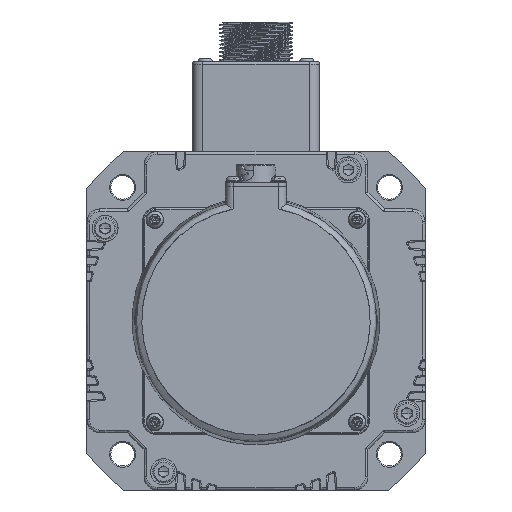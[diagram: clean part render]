
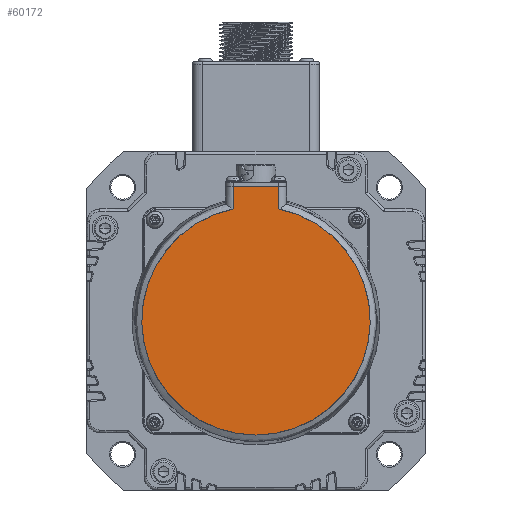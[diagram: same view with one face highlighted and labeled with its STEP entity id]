
A CAD part, front view. The second image highlights one B-rep face of the part: STEP entity #60172.
In plain terms, the highlighted planar face has unit normal (0, -1, 0).
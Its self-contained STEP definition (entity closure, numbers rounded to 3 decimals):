
#55190=CARTESIAN_POINT('',(-8.67,-54.,-21.97));
#55191=VERTEX_POINT('',#55190);
#55199=CARTESIAN_POINT('',(-8.67,-54.,-13.5));
#55200=VERTEX_POINT('',#55199);
#55201=CARTESIAN_POINT('',(-8.67,-54.,-21.97));
#55202=DIRECTION('',(0.,0.,1.));
#55203=VECTOR('',#55202,8.47);
#55204=LINE('',#55201,#55203);
#55205=EDGE_CURVE('',#55191,#55200,#55204,.T.);
#55435=CARTESIAN_POINT('',(8.67,-54.,-13.5));
#55436=VERTEX_POINT('',#55435);
#55444=CARTESIAN_POINT('',(8.67,-54.,-21.97));
#55445=VERTEX_POINT('',#55444);
#55446=CARTESIAN_POINT('',(8.67,-54.,-13.5));
#55447=DIRECTION('',(0.,0.,-1.));
#55448=VECTOR('',#55447,8.47);
#55449=LINE('',#55446,#55448);
#55450=EDGE_CURVE('',#55436,#55445,#55449,.T.);
#60143=CARTESIAN_POINT('',(0.,-54.,-65.));
#60144=DIRECTION('',(0.198,0.,0.98));
#60145=DIRECTION('',(0.,1.,0.));
#60146=AXIS2_PLACEMENT_3D('',#60143,#60145,#60144);
#60147=CIRCLE('',#60146,43.895);
#60148=EDGE_CURVE('',#55445,#55191,#60147,.T.);
#60156=CARTESIAN_POINT('',(0.,-54.,-61.483));
#60157=DIRECTION('',(0.,0.,-1.));
#60158=DIRECTION('',(0.,-1.,0.));
#60159=AXIS2_PLACEMENT_3D('',#60156,#60158,#60157);
#60160=PLANE('',#60159);
#60161=ORIENTED_EDGE('',*,*,#60148,.F.);
#60162=ORIENTED_EDGE('',*,*,#55450,.F.);
#60163=CARTESIAN_POINT('',(8.67,-54.,-13.5));
#60164=DIRECTION('',(-1.,0.,0.));
#60165=VECTOR('',#60164,17.34);
#60166=LINE('',#60163,#60165);
#60167=EDGE_CURVE('',#55436,#55200,#60166,.T.);
#60168=ORIENTED_EDGE('',*,*,#60167,.T.);
#60169=ORIENTED_EDGE('',*,*,#55205,.F.);
#60170=EDGE_LOOP('',(#60161,#60162,#60168,#60169));
#60171=FACE_OUTER_BOUND('',#60170,.T.);
#60172=ADVANCED_FACE('',(#60171),#60160,.T.);
